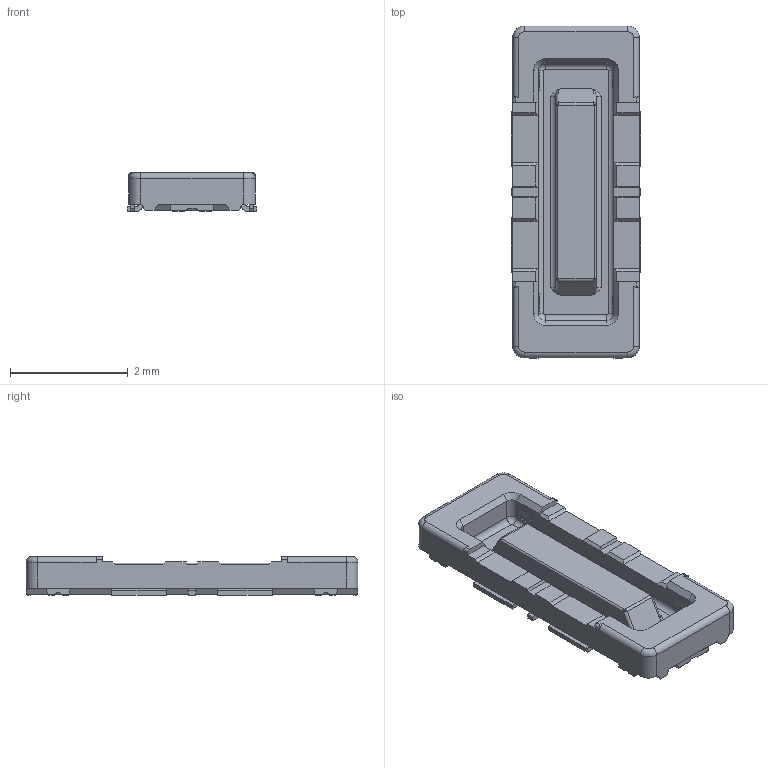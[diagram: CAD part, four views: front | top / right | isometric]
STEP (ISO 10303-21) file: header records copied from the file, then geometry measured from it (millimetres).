
FILE_DESCRIPTION (( 'STEP AP214' ), '1' );
FILE_NAME ('24_7129_002_001_829_+.STEP', '2016-02-09T06:29:51', ( '' ), ( '' ), 'SwSTEP 2.0', 'SolidWorks 2014', '' );
FILE_SCHEMA (( 'AUTOMOTIVE_DESIGN' ));
Length unit declared in the file: millimetre
Products named in the file (1): 24_7129_002_001_829_+
Bounding box: 2.2 x 5.64 x 0.66 mm (x, y, z)
Volume: 5 mm3; surface area: 42.9 mm2
Topology: 1 solids, 1 shells, 365 faces, 1007 edges, 651 vertices
Faces by surface type: plane 229, cylinder 108, torus 12, cone 8, bspline 8
Entity records: 12694 total; most frequent: CARTESIAN_POINT 2685, ORIENTED_EDGE 2006, DIRECTION 1780, EDGE_CURVE 1003, LINE 696, VECTOR 696, VERTEX_POINT 651, AXIS2_PLACEMENT_3D 542
